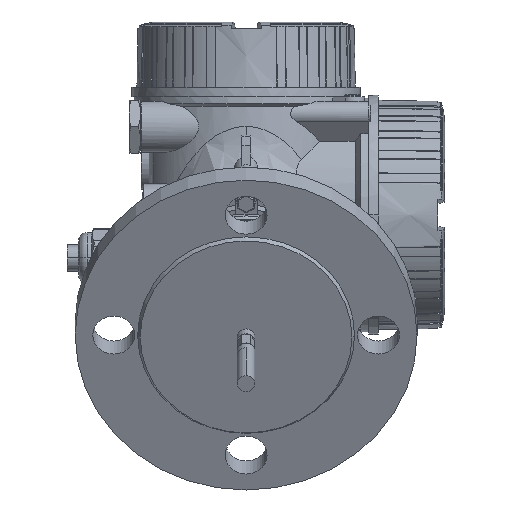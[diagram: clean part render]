
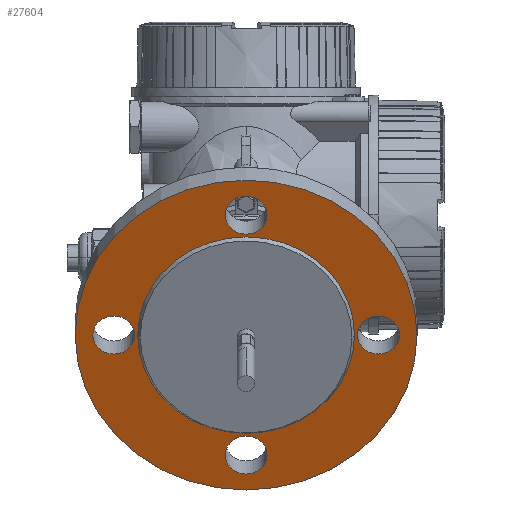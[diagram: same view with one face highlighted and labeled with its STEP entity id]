
A CAD part, front view. The second image highlights one B-rep face of the part: STEP entity #27604.
In plain terms, the highlighted planar face has unit normal (0, -0.906, -0.423).
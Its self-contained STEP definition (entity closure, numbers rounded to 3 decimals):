
#12026=CARTESIAN_POINT('',(0.,-126.282,-54.473));
#12027=DIRECTION('',(0.,0.906,0.423));
#12028=DIRECTION('',(-1.,0.,0.));
#12029=AXIS2_PLACEMENT_3D('',#12026,#12027,#12028);
#12031=CARTESIAN_POINT('',(0.,-126.282,-54.473));
#12032=DIRECTION('',(0.,0.906,0.423));
#12033=DIRECTION('',(1.,0.,0.));
#12034=AXIS2_PLACEMENT_3D('',#12031,#12032,#12033);
#12036=CARTESIAN_POINT('',(60.,-126.282,-54.473));
#12037=DIRECTION('',(0.,-0.906,-0.423));
#12038=DIRECTION('',(1.,0.,0.));
#12039=AXIS2_PLACEMENT_3D('',#12036,#12037,#12038);
#12041=CARTESIAN_POINT('',(60.,-126.282,-54.473));
#12042=DIRECTION('',(0.,-0.906,-0.423));
#12043=DIRECTION('',(-1.,0.,0.));
#12044=AXIS2_PLACEMENT_3D('',#12041,#12042,#12043);
#12046=CARTESIAN_POINT('',(0.,-100.924,-108.851));
#12047=DIRECTION('',(0.,-0.906,-0.423));
#12048=DIRECTION('',(1.,0.,0.));
#12049=AXIS2_PLACEMENT_3D('',#12046,#12047,#12048);
#12051=CARTESIAN_POINT('',(0.,-100.924,-108.851));
#12052=DIRECTION('',(0.,-0.906,-0.423));
#12053=DIRECTION('',(-1.,0.,0.));
#12054=AXIS2_PLACEMENT_3D('',#12051,#12052,#12053);
#12056=CARTESIAN_POINT('',(-60.,-126.282,-54.473));
#12057=DIRECTION('',(0.,-0.906,-0.423));
#12058=DIRECTION('',(1.,0.,0.));
#12059=AXIS2_PLACEMENT_3D('',#12056,#12057,#12058);
#12061=CARTESIAN_POINT('',(-60.,-126.282,-54.473));
#12062=DIRECTION('',(0.,-0.906,-0.423));
#12063=DIRECTION('',(-1.,0.,0.));
#12064=AXIS2_PLACEMENT_3D('',#12061,#12062,#12063);
#12066=CARTESIAN_POINT('',(0.,-151.639,-0.094));
#12067=DIRECTION('',(0.,-0.906,-0.423));
#12068=DIRECTION('',(1.,0.,0.));
#12069=AXIS2_PLACEMENT_3D('',#12066,#12067,#12068);
#12071=CARTESIAN_POINT('',(0.,-151.639,-0.094));
#12072=DIRECTION('',(0.,-0.906,-0.423));
#12073=DIRECTION('',(-1.,0.,0.));
#12074=AXIS2_PLACEMENT_3D('',#12071,#12072,#12073);
#12076=CARTESIAN_POINT('',(0.,-126.282,
-54.473));
#12077=DIRECTION('',(0.,-0.906,-0.423));
#12078=DIRECTION('',(1.,0.,0.));
#12079=AXIS2_PLACEMENT_3D('',#12076,#12077,#12078);
#12113=CARTESIAN_POINT('',(0.,-126.282,
-54.473));
#12114=DIRECTION('',(0.,0.906,0.423));
#12115=DIRECTION('',(1.,0.,0.));
#12116=AXIS2_PLACEMENT_3D('',#12113,#12114,#12115);
#15494=CARTESIAN_POINT('',(-77.5,-126.282,-54.473));
#15495=CARTESIAN_POINT('',(77.5,-126.282,-54.473));
#15496=VERTEX_POINT('',#15494);
#15497=VERTEX_POINT('',#15495);
#15498=CARTESIAN_POINT('',(69.5,-126.282,-54.473));
#15499=CARTESIAN_POINT('',(50.5,-126.282,-54.473));
#15500=VERTEX_POINT('',#15498);
#15501=VERTEX_POINT('',#15499);
#15502=CARTESIAN_POINT('',(9.5,-100.924,-108.851));
#15503=CARTESIAN_POINT('',(-9.5,-100.924,-108.851));
#15504=VERTEX_POINT('',#15502);
#15505=VERTEX_POINT('',#15503);
#15506=CARTESIAN_POINT('',(-50.5,-126.282,-54.473));
#15507=CARTESIAN_POINT('',(-69.5,-126.282,-54.473));
#15508=VERTEX_POINT('',#15506);
#15509=VERTEX_POINT('',#15507);
#15510=CARTESIAN_POINT('',(9.5,-151.639,-0.094));
#15511=CARTESIAN_POINT('',(-9.5,-151.639,-0.094));
#15512=VERTEX_POINT('',#15510);
#15513=VERTEX_POINT('',#15511);
#15514=CARTESIAN_POINT('',(49.155,-126.282,
-54.473));
#15515=CARTESIAN_POINT('',(-49.155,-126.282,
-54.473));
#15516=VERTEX_POINT('',#15514);
#15517=VERTEX_POINT('',#15515);
#27564=CARTESIAN_POINT('',(0.,-126.282,-54.473));
#27565=DIRECTION('',(0.,0.906,0.423));
#27566=DIRECTION('',(-1.,0.,0.));
#27567=AXIS2_PLACEMENT_3D('',#27564,#27565,#27566);
#27568=PLANE('',#27567);
#27570=ORIENTED_EDGE('',*,*,#27569,.T.);
#27571=ORIENTED_EDGE('',*,*,#27547,.T.);
#27572=EDGE_LOOP('',(#27570,#27571));
#27573=FACE_OUTER_BOUND('',#27572,.F.);
#27575=ORIENTED_EDGE('',*,*,#27574,.T.);
#27577=ORIENTED_EDGE('',*,*,#27576,.T.);
#27578=EDGE_LOOP('',(#27575,#27577));
#27579=FACE_BOUND('',#27578,.F.);
#27581=ORIENTED_EDGE('',*,*,#27580,.T.);
#27583=ORIENTED_EDGE('',*,*,#27582,.T.);
#27584=EDGE_LOOP('',(#27581,#27583));
#27585=FACE_BOUND('',#27584,.F.);
#27587=ORIENTED_EDGE('',*,*,#27586,.T.);
#27589=ORIENTED_EDGE('',*,*,#27588,.T.);
#27590=EDGE_LOOP('',(#27587,#27589));
#27591=FACE_BOUND('',#27590,.F.);
#27593=ORIENTED_EDGE('',*,*,#27592,.T.);
#27595=ORIENTED_EDGE('',*,*,#27594,.T.);
#27596=EDGE_LOOP('',(#27593,#27595));
#27597=FACE_BOUND('',#27596,.F.);
#27599=ORIENTED_EDGE('',*,*,#27598,.T.);
#27601=ORIENTED_EDGE('',*,*,#27600,.F.);
#27602=EDGE_LOOP('',(#27599,#27601));
#27603=FACE_BOUND('',#27602,.F.);
#27604=ADVANCED_FACE('',(#27573,#27579,#27585,#27591,#27597,#27603),#27568,.F.);
#12030=CIRCLE('',#12029,77.5);
#12035=CIRCLE('',#12034,77.5);
#12040=CIRCLE('',#12039,9.5);
#12045=CIRCLE('',#12044,9.5);
#12050=CIRCLE('',#12049,9.5);
#12055=CIRCLE('',#12054,9.5);
#12060=CIRCLE('',#12059,9.5);
#12065=CIRCLE('',#12064,9.5);
#12070=CIRCLE('',#12069,9.5);
#12075=CIRCLE('',#12074,9.5);
#12080=CIRCLE('',#12079,49.155);
#12117=CIRCLE('',#12116,49.155);
#27547=EDGE_CURVE('',#15497,#15496,#12035,.T.);
#27569=EDGE_CURVE('',#15496,#15497,#12030,.T.);
#27574=EDGE_CURVE('',#15500,#15501,#12040,.T.);
#27576=EDGE_CURVE('',#15501,#15500,#12045,.T.);
#27580=EDGE_CURVE('',#15504,#15505,#12050,.T.);
#27582=EDGE_CURVE('',#15505,#15504,#12055,.T.);
#27586=EDGE_CURVE('',#15508,#15509,#12060,.T.);
#27588=EDGE_CURVE('',#15509,#15508,#12065,.T.);
#27592=EDGE_CURVE('',#15512,#15513,#12070,.T.);
#27594=EDGE_CURVE('',#15513,#15512,#12075,.T.);
#27598=EDGE_CURVE('',#15516,#15517,#12080,.T.);
#27600=EDGE_CURVE('',#15516,#15517,#12117,.T.);
